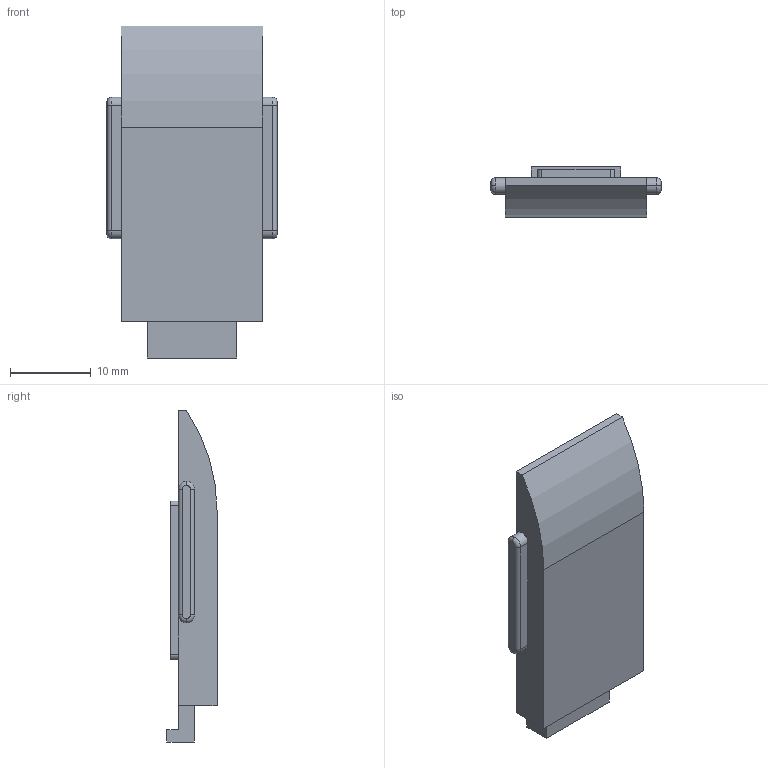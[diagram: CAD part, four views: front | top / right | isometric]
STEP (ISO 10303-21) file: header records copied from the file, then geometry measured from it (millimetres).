
FILE_DESCRIPTION (( 'STEP AP203' ), '1' );
FILE_NAME ('25-EK-B-V2A.STEP', '2018-06-05T11:18:32', ( '' ), ( '' ), 'SwSTEP 2.0', 'SolidWorks 2015', '' );
FILE_SCHEMA (( 'CONFIG_CONTROL_DESIGN' ));
Length unit declared in the file: millimetre
Products named in the file (3): 25-EK-B-XXX Teil1_25-EK-B-V2A Teil1; 25-EK-B-XXX Teil2_25-EK-B-XXX Teil2; 25-EK-B-V2A
Assembly tree (2 placements, depth 2):
  25-EK-B-V2A
    25-EK-B-XXX Teil1_25-EK-B-V2A Teil1
    25-EK-B-XXX Teil2_25-EK-B-XXX Teil2
Bounding box: 21 x 6.2 x 41.01 mm (x, y, z)
Volume: 3205.6 mm3; surface area: 2532.5 mm2
Topology: 2 solids, 2 shells, 235 faces, 620 edges, 410 vertices
Faces by surface type: plane 154, bspline 54, cylinder 19, torus 8
Entity records: 10583 total; most frequent: CARTESIAN_POINT 4780, ORIENTED_EDGE 1240, DIRECTION 936, EDGE_CURVE 620, VECTOR 460, LINE 460, VERTEX_POINT 410, EDGE_LOOP 256
